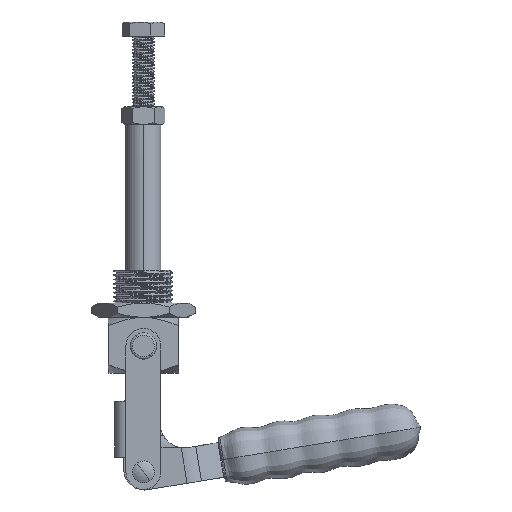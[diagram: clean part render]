
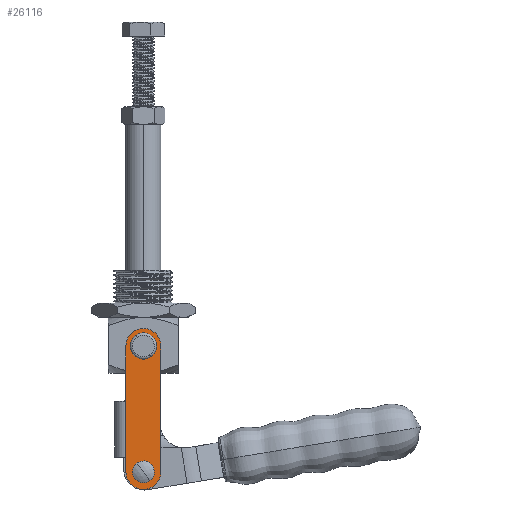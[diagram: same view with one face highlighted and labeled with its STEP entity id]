
A CAD part, left-side view. The second image highlights one B-rep face of the part: STEP entity #26116.
In plain terms, the highlighted planar face has unit normal (-1, 0, 0).
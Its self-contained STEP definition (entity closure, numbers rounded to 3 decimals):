
#16 = EDGE_CURVE ( 'NONE', #15652, #21534, #31562, .T. ) ;
#36 = PLANE ( 'NONE',  #17670 ) ;
#159 = DIRECTION ( 'NONE',  ( 0., 0., -1. ) ) ;
#511 = CARTESIAN_POINT ( 'NONE',  ( -20., 0., 34.408 ) ) ;
#557 = CARTESIAN_POINT ( 'NONE',  ( -20., 33.227, -12.52 ) ) ;
#709 = CIRCLE ( 'NONE', #32421, 8. ) ;
#880 = VERTEX_POINT ( 'NONE', #1695 ) ;
#1695 = CARTESIAN_POINT ( 'NONE',  ( -20., 36.442, -3.216 ) ) ;
#1817 = LINE ( 'NONE', #31426, #36752 ) ;
#2517 = VERTEX_POINT ( 'NONE', #17212 ) ;
#3096 = FACE_BOUND ( 'NONE', #18758, .T. ) ;
#3554 = FACE_BOUND ( 'NONE', #10643, .T. ) ;
#4018 = DIRECTION ( 'NONE',  ( 1., 0., 0. ) ) ;
#4712 = VERTEX_POINT ( 'NONE', #4840 ) ;
#4840 = CARTESIAN_POINT ( 'NONE',  ( -20., 6.529, 39.031 ) ) ;
#5542 = CARTESIAN_POINT ( 'NONE',  ( -20., 33.227, -12.52 ) ) ;
#5592 = CARTESIAN_POINT ( 'NONE',  ( -20., 39.756, -7.897 ) ) ;
#5797 = CARTESIAN_POINT ( 'NONE',  ( -20., 0., 34.408 ) ) ;
#5804 = AXIS2_PLACEMENT_3D ( 'NONE', #6671, #4018, #20974 ) ;
#5845 = DIRECTION ( 'NONE',  ( 0., 0.578, -0.816 ) ) ;
#5899 = DIRECTION ( 'NONE',  ( 0., 0., -1. ) ) ;
#6032 = CARTESIAN_POINT ( 'NONE',  ( -20., 0., 34.408 ) ) ;
#6169 = CARTESIAN_POINT ( 'NONE',  ( -20., 6.529, 39.031 ) ) ;
#6592 = DIRECTION ( 'NONE',  ( 0., 0., -1. ) ) ;
#6671 = CARTESIAN_POINT ( 'NONE',  ( -20., 33.227, -12.52 ) ) ;
#6781 = AXIS2_PLACEMENT_3D ( 'NONE', #511, #29223, #12051 ) ;
#7399 = ORIENTED_EDGE ( 'NONE', *, *, #22815, .T. ) ;
#8187 = DIRECTION ( 'NONE',  ( 0., -0.578, 0.816 ) ) ;
#9678 = ORIENTED_EDGE ( 'NONE', *, *, #35446, .F. ) ;
#10643 = EDGE_LOOP ( 'NONE', ( #20025, #26948 ) ) ;
#11190 = CARTESIAN_POINT ( 'NONE',  ( -20., 0., 34.408 ) ) ;
#11425 = DIRECTION ( 'NONE',  ( 1., 0., 0. ) ) ;
#11784 = CARTESIAN_POINT ( 'NONE',  ( -20., 0., 37.908 ) ) ;
#11797 = DIRECTION ( 'NONE',  ( 1., 0., 0. ) ) ;
#11988 = CARTESIAN_POINT ( 'NONE',  ( -20., 0., 30.908 ) ) ;
#12028 = EDGE_CURVE ( 'NONE', #19948, #4712, #13822, .T. ) ;
#12051 = DIRECTION ( 'NONE',  ( 0., 0., -1. ) ) ;
#12802 = ORIENTED_EDGE ( 'NONE', *, *, #24028, .F. ) ;
#13194 = DIRECTION ( 'NONE',  ( 0., 0., -1. ) ) ;
#13434 = DIRECTION ( 'NONE',  ( 1., 0., 0. ) ) ;
#13608 = CIRCLE ( 'NONE', #27229, 3.5 ) ;
#13647 = LINE ( 'NONE', #6169, #30261 ) ;
#13822 = LINE ( 'NONE', #31182, #14702 ) ;
#13991 = ORIENTED_EDGE ( 'NONE', *, *, #29046, .F. ) ;
#14023 = DIRECTION ( 'NONE',  ( 0., -0.578, 0.816 ) ) ;
#14611 = CIRCLE ( 'NONE', #5804, 8. ) ;
#14692 = DIRECTION ( 'NONE',  ( 0., 0.578, -0.816 ) ) ;
#14702 = VECTOR ( 'NONE', #14023, 1000. ) ;
#15101 = DIRECTION ( 'NONE',  ( 1., 0., 0. ) ) ;
#15383 = ORIENTED_EDGE ( 'NONE', *, *, #12028, .F. ) ;
#15589 = ORIENTED_EDGE ( 'NONE', *, *, #30775, .T. ) ;
#15652 = VERTEX_POINT ( 'NONE', #17101 ) ;
#15889 = EDGE_CURVE ( 'NONE', #21151, #24677, #14611, .T. ) ;
#16078 = CARTESIAN_POINT ( 'NONE',  ( -20., 0., 34.408 ) ) ;
#16302 = EDGE_LOOP ( 'NONE', ( #15383, #15589, #12802, #26615, #9678, #36990, #13991 ) ) ;
#16571 = CARTESIAN_POINT ( 'NONE',  ( -20., 6.529, 39.031 ) ) ;
#17101 = CARTESIAN_POINT ( 'NONE',  ( -20., 33.227, -16.02 ) ) ;
#17212 = CARTESIAN_POINT ( 'NONE',  ( -20., 0., 42.408 ) ) ;
#17670 = AXIS2_PLACEMENT_3D ( 'NONE', #6032, #11797, #23222 ) ;
#18340 = CARTESIAN_POINT ( 'NONE',  ( -20., -6.529, 29.785 ) ) ;
#18758 = EDGE_LOOP ( 'NONE', ( #24690, #7399 ) ) ;
#19948 = VERTEX_POINT ( 'NONE', #22828 ) ;
#19995 = DIRECTION ( 'NONE',  ( 0., 0., -1. ) ) ;
#20025 = ORIENTED_EDGE ( 'NONE', *, *, #22766, .T. ) ;
#20974 = DIRECTION ( 'NONE',  ( 0., 0., -1. ) ) ;
#21151 = VERTEX_POINT ( 'NONE', #32191 ) ;
#21534 = VERTEX_POINT ( 'NONE', #33575 ) ;
#22538 = VERTEX_POINT ( 'NONE', #18340 ) ;
#22766 = EDGE_CURVE ( 'NONE', #27168, #22926, #33185, .T. ) ;
#22815 = EDGE_CURVE ( 'NONE', #21534, #15652, #27784, .T. ) ;
#22828 = CARTESIAN_POINT ( 'NONE',  ( -20., 20.55, 19.228 ) ) ;
#22926 = VERTEX_POINT ( 'NONE', #11784 ) ;
#23222 = DIRECTION ( 'NONE',  ( 0., 0., -1. ) ) ;
#23723 = AXIS2_PLACEMENT_3D ( 'NONE', #16078, #13434, #13194 ) ;
#23748 = FACE_OUTER_BOUND ( 'NONE', #16302, .T. ) ;
#24028 = EDGE_CURVE ( 'NONE', #24677, #880, #32822, .T. ) ;
#24314 = VECTOR ( 'NONE', #8187, 1000. ) ;
#24677 = VERTEX_POINT ( 'NONE', #5592 ) ;
#24690 = ORIENTED_EDGE ( 'NONE', *, *, #16, .T. ) ;
#26116 = ADVANCED_FACE ( 'NONE', ( #3096, #3554, #23748 ), #36, .F. ) ;
#26615 = ORIENTED_EDGE ( 'NONE', *, *, #15889, .F. ) ;
#26756 = AXIS2_PLACEMENT_3D ( 'NONE', #557, #15101, #6592 ) ;
#26948 = ORIENTED_EDGE ( 'NONE', *, *, #32344, .T. ) ;
#27168 = VERTEX_POINT ( 'NONE', #11988 ) ;
#27229 = AXIS2_PLACEMENT_3D ( 'NONE', #11190, #31473, #5899 ) ;
#27784 = CIRCLE ( 'NONE', #35771, 3.5 ) ;
#29046 = EDGE_CURVE ( 'NONE', #4712, #2517, #709, .T. ) ;
#29223 = DIRECTION ( 'NONE',  ( 1., 0., 0. ) ) ;
#30261 = VECTOR ( 'NONE', #14692, 1000. ) ;
#30775 = EDGE_CURVE ( 'NONE', #19948, #880, #13647, .T. ) ;
#31182 = CARTESIAN_POINT ( 'NONE',  ( -20., 6.529, 39.031 ) ) ;
#31426 = CARTESIAN_POINT ( 'NONE',  ( -20., -6.529, 29.785 ) ) ;
#31473 = DIRECTION ( 'NONE',  ( 1., 0., 0. ) ) ;
#31562 = CIRCLE ( 'NONE', #26756, 3.5 ) ;
#32191 = CARTESIAN_POINT ( 'NONE',  ( -20., 26.698, -17.143 ) ) ;
#32344 = EDGE_CURVE ( 'NONE', #22926, #27168, #13608, .T. ) ;
#32421 = AXIS2_PLACEMENT_3D ( 'NONE', #5797, #34272, #159 ) ;
#32822 = LINE ( 'NONE', #16571, #24314 ) ;
#33185 = CIRCLE ( 'NONE', #23723, 3.5 ) ;
#33575 = CARTESIAN_POINT ( 'NONE',  ( -20., 33.227, -9.02 ) ) ;
#34272 = DIRECTION ( 'NONE',  ( 1., 0., 0. ) ) ;
#34562 = EDGE_CURVE ( 'NONE', #2517, #22538, #35969, .T. ) ;
#35446 = EDGE_CURVE ( 'NONE', #22538, #21151, #1817, .T. ) ;
#35771 = AXIS2_PLACEMENT_3D ( 'NONE', #5542, #11425, #19995 ) ;
#35969 = CIRCLE ( 'NONE', #6781, 8. ) ;
#36752 = VECTOR ( 'NONE', #5845, 1000. ) ;
#36990 = ORIENTED_EDGE ( 'NONE', *, *, #34562, .F. ) ;
